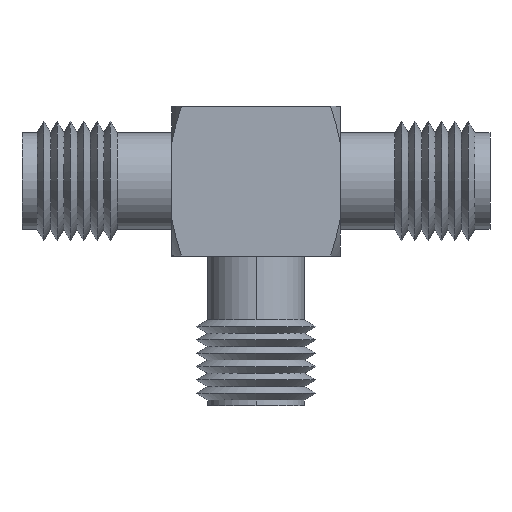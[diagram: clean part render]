
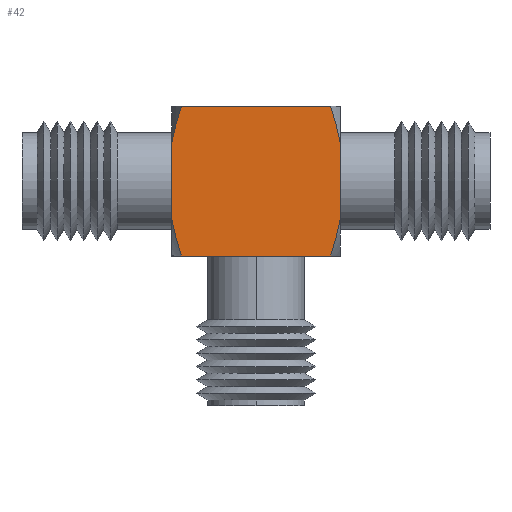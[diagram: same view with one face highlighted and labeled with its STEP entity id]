
A CAD part, left-side view. The second image highlights one B-rep face of the part: STEP entity #42.
In plain terms, the highlighted planar face has unit normal (-1, 0, 0).
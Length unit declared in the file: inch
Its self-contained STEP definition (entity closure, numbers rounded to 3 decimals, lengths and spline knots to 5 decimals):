
#27 = VERTEX_POINT ( 'NONE', #3364 ) ;
#28 = VERTEX_POINT ( 'NONE', #3363 ) ;
#29 = EDGE_CURVE ( 'NONE', #28, #4110, #3361, .T. ) ;
#30 = EDGE_CURVE ( 'NONE', #27, #65, #3415, .T. ) ;
#33 = ORIENTED_EDGE ( 'NONE', *, *, #66, .F. ) ;
#34 = ORIENTED_EDGE ( 'NONE', *, *, #30, .F. ) ;
#36 = CARTESIAN_POINT ( 'NONE',  ( -0.1575, 0.01597, 0.14497 ) ) ;
#38 = CARTESIAN_POINT ( 'NONE',  ( -0.1575, 0.01217, 0.13232 ) ) ;
#39 = ORIENTED_EDGE ( 'NONE', *, *, #40, .F. ) ;
#40 = EDGE_CURVE ( 'NONE', #64, #28, #3404, .T. ) ;
#42 = ADVANCED_FACE ( 'NONE', ( #3395 ), #3394, .F. ) ;
#43 = EDGE_LOOP ( 'NONE', ( #45, #46, #44, #39, #33, #34, #55, #57 ) ) ;
#44 = ORIENTED_EDGE ( 'NONE', *, *, #29, .F. ) ;
#45 = ORIENTED_EDGE ( 'NONE', *, *, #4192, .F. ) ;
#46 = ORIENTED_EDGE ( 'NONE', *, *, #4116, .T. ) ;
#55 = ORIENTED_EDGE ( 'NONE', *, *, #56, .F. ) ;
#56 = EDGE_CURVE ( 'NONE', #3073, #27, #3428, .T. ) ;
#57 = ORIENTED_EDGE ( 'NONE', *, *, #3072, .T. ) ;
#64 = VERTEX_POINT ( 'NONE', #3465 ) ;
#65 = VERTEX_POINT ( 'NONE', #3464 ) ;
#66 = EDGE_CURVE ( 'NONE', #65, #64, #3463, .T. ) ;
#68 = CARTESIAN_POINT ( 'NONE',  ( -0.1575, 0.00245, 0.09384 ) ) ;
#69 = CARTESIAN_POINT ( 'NONE',  ( -0.1575, 0., 0.08076 ) ) ;
#73 = CARTESIAN_POINT ( 'NONE',  ( -0.1575, 0.00541, 0.10676 ) ) ;
#954 = CARTESIAN_POINT ( 'NONE',  ( -0.1575, 0.33385, -0.1575 ) ) ;
#955 = DIRECTION ( 'NONE',  ( 0., -1., 0. ) ) ;
#956 = VECTOR ( 'NONE', #955, 39.37008 ) ;
#957 = CARTESIAN_POINT ( 'NONE',  ( -0.1575, 0.354, -0.1575 ) ) ;
#958 = LINE ( 'NONE', #957, #956 ) ;
#965 = CARTESIAN_POINT ( 'NONE',  ( -0.1575, 0.02015, -0.1575 ) ) ;
#1809 = CARTESIAN_POINT ( 'NONE',  ( -0.1575, 0., 0.08076 ) ) ;
#1854 = DIRECTION ( 'NONE',  ( 0., 0., 1. ) ) ;
#1855 = VECTOR ( 'NONE', #1854, 39.37008 ) ;
#1856 = CARTESIAN_POINT ( 'NONE',  ( -0.1575, 0., -0.1575 ) ) ;
#1857 = LINE ( 'NONE', #1856, #1855 ) ;
#1922 = CARTESIAN_POINT ( 'NONE',  ( -0.1575, 0.00243, -0.09371 ) ) ;
#1923 = CARTESIAN_POINT ( 'NONE',  ( -0.1575, 0., -0.08076 ) ) ;
#1924 = B_SPLINE_CURVE_WITH_KNOTS ( 'NONE', 3,
 ( #1923, #1922, #1981, #1980, #1979, #1978 ),
 .UNSPECIFIED., .F., .F.,
 ( 4, 2, 4 ),
 ( 0.00206, 0.00306, 0.00406 ),
 .UNSPECIFIED. ) ;
#1931 = CARTESIAN_POINT ( 'NONE',  ( -0.1575, 0., -0.08076 ) ) ;
#1978 = CARTESIAN_POINT ( 'NONE',  ( -0.1575, 0.02015, -0.1575 ) ) ;
#1979 = CARTESIAN_POINT ( 'NONE',  ( -0.1575, 0.01596, -0.14492 ) ) ;
#1980 = CARTESIAN_POINT ( 'NONE',  ( -0.1575, 0.01212, -0.13216 ) ) ;
#1981 = CARTESIAN_POINT ( 'NONE',  ( -0.1575, 0.00536, -0.10658 ) ) ;
#3070 = VERTEX_POINT ( 'NONE', #965 ) ;
#3072 = EDGE_CURVE ( 'NONE', #3073, #3070, #958, .T. ) ;
#3073 = VERTEX_POINT ( 'NONE', #954 ) ;
#3357 = CARTESIAN_POINT ( 'NONE',  ( -0.1575, 0.02015, 0.1575 ) ) ;
#3361 = B_SPLINE_CURVE_WITH_KNOTS ( 'NONE', 3,
 ( #3357, #36, #38, #73, #68, #69 ),
 .UNSPECIFIED., .F., .F.,
 ( 4, 2, 4 ),
 ( 0.12983, 0.13083, 0.13184 ),
 .UNSPECIFIED. ) ;
#3363 = CARTESIAN_POINT ( 'NONE',  ( -0.1575, 0.02015, 0.1575 ) ) ;
#3364 = CARTESIAN_POINT ( 'NONE',  ( -0.1575, 0.354, -0.08076 ) ) ;
#3390 = DIRECTION ( 'NONE',  ( 0., 0., -1. ) ) ;
#3391 = DIRECTION ( 'NONE',  ( 1., 0., 0. ) ) ;
#3392 = CARTESIAN_POINT ( 'NONE',  ( -0.1575, 0.354, -0.1575 ) ) ;
#3393 = AXIS2_PLACEMENT_3D ( 'NONE', #3392, #3391, #3390 ) ;
#3394 = PLANE ( 'NONE',  #3393 ) ;
#3395 = FACE_OUTER_BOUND ( 'NONE', #43, .T. ) ;
#3401 = DIRECTION ( 'NONE',  ( 0., -1., 0. ) ) ;
#3402 = VECTOR ( 'NONE', #3401, 39.37008 ) ;
#3403 = CARTESIAN_POINT ( 'NONE',  ( -0.1575, 0.354, 0.1575 ) ) ;
#3404 = LINE ( 'NONE', #3403, #3402 ) ;
#3412 = DIRECTION ( 'NONE',  ( 0., 0., 1. ) ) ;
#3413 = VECTOR ( 'NONE', #3412, 39.37008 ) ;
#3414 = CARTESIAN_POINT ( 'NONE',  ( -0.1575, 0.354, -0.1575 ) ) ;
#3415 = LINE ( 'NONE', #3414, #3413 ) ;
#3420 = CARTESIAN_POINT ( 'NONE',  ( -0.1575, 0.354, -0.08076 ) ) ;
#3421 = CARTESIAN_POINT ( 'NONE',  ( -0.1575, 0.35155, -0.09384 ) ) ;
#3422 = CARTESIAN_POINT ( 'NONE',  ( -0.1575, 0.34859, -0.10676 ) ) ;
#3423 = CARTESIAN_POINT ( 'NONE',  ( -0.1575, 0.34183, -0.13232 ) ) ;
#3424 = CARTESIAN_POINT ( 'NONE',  ( -0.1575, 0.33803, -0.14497 ) ) ;
#3425 = CARTESIAN_POINT ( 'NONE',  ( -0.1575, 0.33385, -0.1575 ) ) ;
#3428 = B_SPLINE_CURVE_WITH_KNOTS ( 'NONE', 3,
 ( #3425, #3424, #3423, #3422, #3421, #3420 ),
 .UNSPECIFIED., .F., .F.,
 ( 4, 2, 4 ),
 ( 0.12983, 0.13083, 0.13184 ),
 .UNSPECIFIED. ) ;
#3456 = CARTESIAN_POINT ( 'NONE',  ( -0.1575, 0.33385, 0.1575 ) ) ;
#3457 = CARTESIAN_POINT ( 'NONE',  ( -0.1575, 0.33804, 0.14492 ) ) ;
#3458 = CARTESIAN_POINT ( 'NONE',  ( -0.1575, 0.34188, 0.13216 ) ) ;
#3459 = CARTESIAN_POINT ( 'NONE',  ( -0.1575, 0.34864, 0.10658 ) ) ;
#3460 = CARTESIAN_POINT ( 'NONE',  ( -0.1575, 0.35157, 0.09371 ) ) ;
#3461 = CARTESIAN_POINT ( 'NONE',  ( -0.1575, 0.354, 0.08076 ) ) ;
#3463 = B_SPLINE_CURVE_WITH_KNOTS ( 'NONE', 3,
 ( #3461, #3460, #3459, #3458, #3457, #3456 ),
 .UNSPECIFIED., .F., .F.,
 ( 4, 2, 4 ),
 ( 0.00206, 0.00306, 0.00406 ),
 .UNSPECIFIED. ) ;
#3464 = CARTESIAN_POINT ( 'NONE',  ( -0.1575, 0.354, 0.08076 ) ) ;
#3465 = CARTESIAN_POINT ( 'NONE',  ( -0.1575, 0.33385, 0.1575 ) ) ;
#4110 = VERTEX_POINT ( 'NONE', #1809 ) ;
#4116 = EDGE_CURVE ( 'NONE', #4185, #4110, #1857, .T. ) ;
#4185 = VERTEX_POINT ( 'NONE', #1931 ) ;
#4192 = EDGE_CURVE ( 'NONE', #4185, #3070, #1924, .T. ) ;
